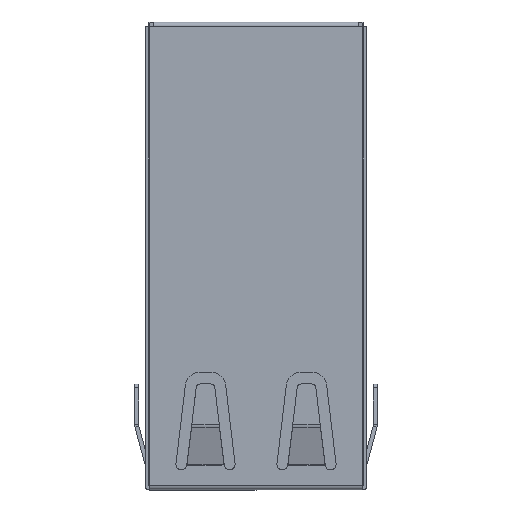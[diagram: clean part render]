
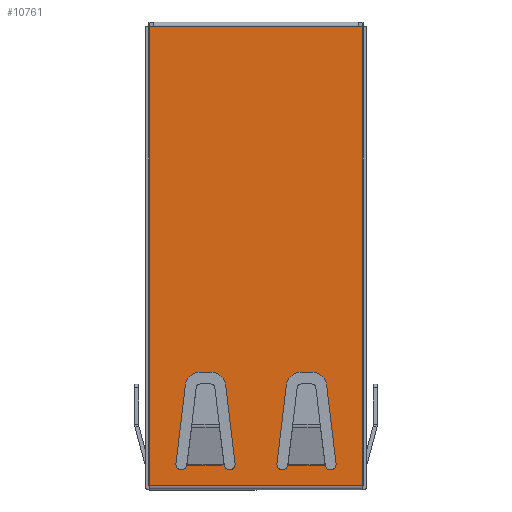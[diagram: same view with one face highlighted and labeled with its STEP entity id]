
A CAD part, top view. The second image highlights one B-rep face of the part: STEP entity #10761.
In plain terms, the highlighted planar face has unit normal (0, 0, 1).
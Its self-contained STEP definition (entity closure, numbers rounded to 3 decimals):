
#471=CIRCLE('',#11524,0.4);
#479=CIRCLE('',#11534,0.4);
#506=CIRCLE('',#11582,0.4);
#507=CIRCLE('',#11583,1.1);
#508=CIRCLE('',#11584,1.1);
#509=CIRCLE('',#11585,0.4);
#510=CIRCLE('',#11586,1.1);
#511=CIRCLE('',#11587,1.1);
#2315=ORIENTED_EDGE('',*,*,#4753,.F.);
#2316=ORIENTED_EDGE('',*,*,#4754,.T.);
#2317=ORIENTED_EDGE('',*,*,#4755,.T.);
#2318=ORIENTED_EDGE('',*,*,#4756,.T.);
#2319=ORIENTED_EDGE('',*,*,#4757,.T.);
#2320=ORIENTED_EDGE('',*,*,#4758,.T.);
#2321=ORIENTED_EDGE('',*,*,#4759,.T.);
#2322=ORIENTED_EDGE('',*,*,#4592,.T.);
#2323=ORIENTED_EDGE('',*,*,#4760,.F.);
#2324=ORIENTED_EDGE('',*,*,#4761,.F.);
#2325=ORIENTED_EDGE('',*,*,#4762,.F.);
#2326=ORIENTED_EDGE('',*,*,#4763,.F.);
#2327=ORIENTED_EDGE('',*,*,#4764,.F.);
#2328=ORIENTED_EDGE('',*,*,#4765,.F.);
#2329=ORIENTED_EDGE('',*,*,#4766,.F.);
#2330=ORIENTED_EDGE('',*,*,#4620,.F.);
#2331=ORIENTED_EDGE('',*,*,#4767,.T.);
#2332=ORIENTED_EDGE('',*,*,#4695,.T.);
#2333=ORIENTED_EDGE('',*,*,#4768,.T.);
#2334=ORIENTED_EDGE('',*,*,#4706,.F.);
#2335=ORIENTED_EDGE('',*,*,#4769,.F.);
#2336=ORIENTED_EDGE('',*,*,#4704,.F.);
#4592=EDGE_CURVE('',#5921,#5920,#471,.T.);
#4620=EDGE_CURVE('',#5946,#5947,#479,.F.);
#4695=EDGE_CURVE('',#6009,#6008,#7128,.T.);
#4704=EDGE_CURVE('',#6013,#6014,#7134,.T.);
#4706=EDGE_CURVE('',#6015,#6016,#7136,.T.);
#4753=EDGE_CURVE('',#6045,#5920,#7175,.T.);
#4754=EDGE_CURVE('',#6045,#6046,#506,.T.);
#4755=EDGE_CURVE('',#6046,#6047,#7176,.T.);
#4756=EDGE_CURVE('',#6047,#6048,#507,.T.);
#4757=EDGE_CURVE('',#6048,#6049,#7177,.T.);
#4758=EDGE_CURVE('',#6049,#6050,#508,.T.);
#4759=EDGE_CURVE('',#6050,#5921,#7178,.T.);
#4760=EDGE_CURVE('',#6051,#5946,#7179,.T.);
#4761=EDGE_CURVE('',#6052,#6051,#509,.F.);
#4762=EDGE_CURVE('',#6053,#6052,#7180,.T.);
#4763=EDGE_CURVE('',#6054,#6053,#510,.F.);
#4764=EDGE_CURVE('',#6055,#6054,#7181,.T.);
#4765=EDGE_CURVE('',#6056,#6055,#511,.F.);
#4766=EDGE_CURVE('',#5947,#6056,#7182,.T.);
#4767=EDGE_CURVE('',#6013,#6009,#7183,.T.);
#4768=EDGE_CURVE('',#6008,#6016,#7184,.T.);
#4769=EDGE_CURVE('',#6014,#6015,#7185,.T.);
#5920=VERTEX_POINT('',#16763);
#5921=VERTEX_POINT('',#16765);
#5946=VERTEX_POINT('',#16822);
#5947=VERTEX_POINT('',#16824);
#6008=VERTEX_POINT('',#16979);
#6009=VERTEX_POINT('',#16981);
#6013=VERTEX_POINT('',#16996);
#6014=VERTEX_POINT('',#16998);
#6015=VERTEX_POINT('',#17002);
#6016=VERTEX_POINT('',#17003);
#6045=VERTEX_POINT('',#17082);
#6046=VERTEX_POINT('',#17084);
#6047=VERTEX_POINT('',#17086);
#6048=VERTEX_POINT('',#17088);
#6049=VERTEX_POINT('',#17090);
#6050=VERTEX_POINT('',#17092);
#6051=VERTEX_POINT('',#17095);
#6052=VERTEX_POINT('',#17097);
#6053=VERTEX_POINT('',#17099);
#6054=VERTEX_POINT('',#17101);
#6055=VERTEX_POINT('',#17103);
#6056=VERTEX_POINT('',#17105);
#7128=LINE('',#16980,#8365);
#7134=LINE('',#16997,#8371);
#7136=LINE('',#17001,#8373);
#7175=LINE('',#17081,#8412);
#7176=LINE('',#17085,#8413);
#7177=LINE('',#17089,#8414);
#7178=LINE('',#17093,#8415);
#7179=LINE('',#17094,#8416);
#7180=LINE('',#17098,#8417);
#7181=LINE('',#17102,#8418);
#7182=LINE('',#17106,#8419);
#7183=LINE('',#17107,#8420);
#7184=LINE('',#17108,#8421);
#7185=LINE('',#17109,#8422);
#8365=VECTOR('',#13617,1000.);
#8371=VECTOR('',#13635,1000.);
#8373=VECTOR('',#13639,1000.);
#8412=VECTOR('',#13700,1000.);
#8413=VECTOR('',#13703,1000.);
#8414=VECTOR('',#13706,1000.);
#8415=VECTOR('',#13709,1000.);
#8416=VECTOR('',#13710,1000.);
#8417=VECTOR('',#13713,1000.);
#8418=VECTOR('',#13716,1000.);
#8419=VECTOR('',#13719,1000.);
#8420=VECTOR('',#13720,1000.);
#8421=VECTOR('',#13721,1000.);
#8422=VECTOR('',#13722,1000.);
#9088=EDGE_LOOP('',(#2315,#2316,#2317,#2318,#2319,#2320,#2321,#2322));
#9089=EDGE_LOOP('',(#2323,#2324,#2325,#2326,#2327,#2328,#2329,#2330));
#9090=EDGE_LOOP('',(#2331,#2332,#2333,#2334,#2335,#2336));
#9707=FACE_BOUND('',#9088,.T.);
#9708=FACE_BOUND('',#9089,.T.);
#9709=FACE_BOUND('',#9090,.T.);
#10293=PLANE('',#11581);
#10761=ADVANCED_FACE('',(#9707,#9708,#9709),#10293,.F.);
#11524=AXIS2_PLACEMENT_3D('',#16764,#13461,#13462);
#11534=AXIS2_PLACEMENT_3D('',#16823,#13500,#13501);
#11581=AXIS2_PLACEMENT_3D('',#17080,#13698,#13699);
#11582=AXIS2_PLACEMENT_3D('',#17083,#13701,#13702);
#11583=AXIS2_PLACEMENT_3D('',#17087,#13704,#13705);
#11584=AXIS2_PLACEMENT_3D('',#17091,#13707,#13708);
#11585=AXIS2_PLACEMENT_3D('',#17096,#13711,#13712);
#11586=AXIS2_PLACEMENT_3D('',#17100,#13714,#13715);
#11587=AXIS2_PLACEMENT_3D('',#17104,#13717,#13718);
#13461=DIRECTION('',(0.,0.,-1.));
#13462=DIRECTION('',(0.,1.,0.));
#13500=DIRECTION('',(0.,0.,-1.));
#13501=DIRECTION('',(0.,1.,0.));
#13617=DIRECTION('',(1.,0.,0.));
#13635=DIRECTION('',(0.,1.,0.));
#13639=DIRECTION('',(0.,-1.,0.));
#13698=DIRECTION('',(0.,0.,-1.));
#13699=DIRECTION('',(0.,1.,0.));
#13700=DIRECTION('',(1.,0.,0.));
#13701=DIRECTION('',(0.,0.,-1.));
#13702=DIRECTION('',(0.,1.,0.));
#13703=DIRECTION('',(0.118,0.993,0.));
#13704=DIRECTION('',(0.,0.,-1.));
#13705=DIRECTION('',(0.,1.,0.));
#13706=DIRECTION('',(1.,0.,0.));
#13707=DIRECTION('',(0.,0.,-1.));
#13708=DIRECTION('',(0.,1.,0.));
#13709=DIRECTION('',(0.118,-0.993,0.));
#13710=DIRECTION('',(1.,0.,0.));
#13711=DIRECTION('',(0.,0.,-1.));
#13712=DIRECTION('',(0.,1.,0.));
#13713=DIRECTION('',(-0.118,-0.993,0.));
#13714=DIRECTION('',(0.,0.,-1.));
#13715=DIRECTION('',(0.,1.,0.));
#13716=DIRECTION('',(-1.,0.,0.));
#13717=DIRECTION('',(0.,0.,-1.));
#13718=DIRECTION('',(0.,1.,0.));
#13719=DIRECTION('',(-0.118,0.993,0.));
#13720=DIRECTION('',(1.,0.,0.));
#13721=DIRECTION('',(1.,0.,0.));
#13722=DIRECTION('',(1.,0.,0.));
#16763=CARTESIAN_POINT('',(5.056,1.498,6.65));
#16764=CARTESIAN_POINT('',(5.453,1.549,6.65));
#16765=CARTESIAN_POINT('',(5.85,1.596,6.65));
#16822=CARTESIAN_POINT('',(-2.33,1.506,6.651));
#16823=CARTESIAN_POINT('',(-1.931,1.549,6.65));
#16824=CARTESIAN_POINT('',(-1.534,1.596,6.65));
#16979=CARTESIAN_POINT('',(7.813,0.002,6.65));
#16980=CARTESIAN_POINT('',(-7.815,0.002,6.65));
#16981=CARTESIAN_POINT('',(-7.813,0.002,6.65));
#16996=CARTESIAN_POINT('',(-7.815,0.002,6.65));
#16997=CARTESIAN_POINT('',(-7.815,0.,6.65));
#16998=CARTESIAN_POINT('',(-7.815,33.602,6.65));
#17001=CARTESIAN_POINT('',(7.815,0.,6.65));
#17002=CARTESIAN_POINT('',(7.815,33.602,6.65));
#17003=CARTESIAN_POINT('',(7.815,0.002,6.65));
#17080=CARTESIAN_POINT('',(0.,0.,6.65));
#17081=CARTESIAN_POINT('',(1.931,1.497,6.65));
#17082=CARTESIAN_POINT('',(2.328,1.499,6.65));
#17083=CARTESIAN_POINT('',(1.931,1.549,6.65));
#17084=CARTESIAN_POINT('',(1.534,1.596,6.65));
#17085=CARTESIAN_POINT('',(1.325,-0.158,6.65));
#17086=CARTESIAN_POINT('',(2.216,7.332,6.65));
#17087=CARTESIAN_POINT('',(3.308,7.202,6.65));
#17088=CARTESIAN_POINT('',(3.308,8.302,6.65));
#17089=CARTESIAN_POINT('',(0.,8.302,6.65));
#17090=CARTESIAN_POINT('',(4.076,8.302,6.65));
#17091=CARTESIAN_POINT('',(4.076,7.202,6.65));
#17092=CARTESIAN_POINT('',(5.168,7.332,6.65));
#17093=CARTESIAN_POINT('',(5.956,0.708,6.65));
#17094=CARTESIAN_POINT('',(-5.453,1.497,6.65));
#17095=CARTESIAN_POINT('',(-5.056,1.499,6.65));
#17096=CARTESIAN_POINT('',(-5.453,1.549,6.65));
#17097=CARTESIAN_POINT('',(-5.85,1.596,6.65));
#17098=CARTESIAN_POINT('',(-5.956,0.708,6.65));
#17099=CARTESIAN_POINT('',(-5.168,7.332,6.65));
#17100=CARTESIAN_POINT('',(-4.076,7.202,6.65));
#17101=CARTESIAN_POINT('',(-4.076,8.302,6.65));
#17102=CARTESIAN_POINT('',(0.,8.302,6.65));
#17103=CARTESIAN_POINT('',(-3.308,8.302,6.65));
#17104=CARTESIAN_POINT('',(-3.308,7.202,6.65));
#17105=CARTESIAN_POINT('',(-2.216,7.332,6.65));
#17106=CARTESIAN_POINT('',(-1.325,-0.158,6.65));
#17107=CARTESIAN_POINT('',(-7.815,0.002,6.65));
#17108=CARTESIAN_POINT('',(-7.815,0.002,6.65));
#17109=CARTESIAN_POINT('',(-8.115,33.602,6.65));
